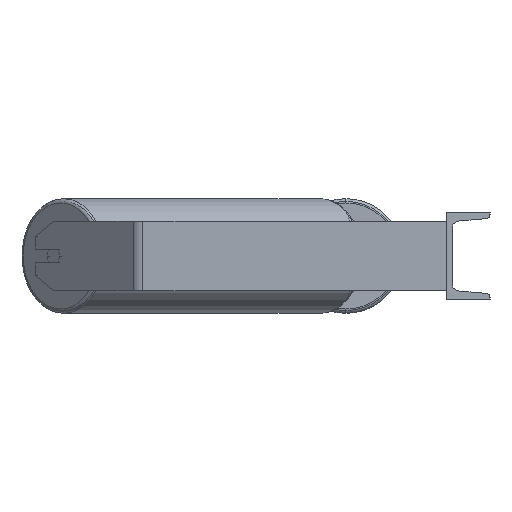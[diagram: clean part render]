
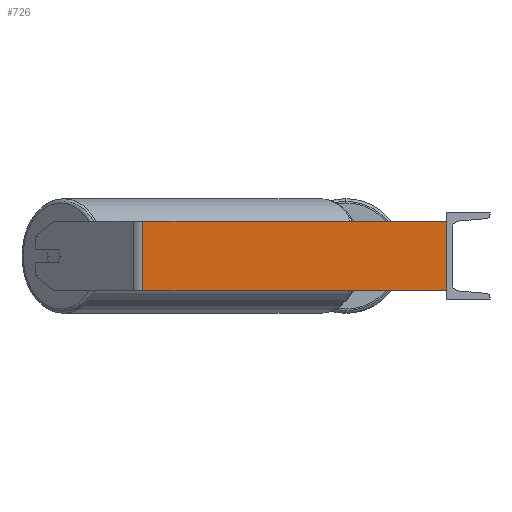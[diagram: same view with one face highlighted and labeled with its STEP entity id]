
A CAD part, left-side view. The second image highlights one B-rep face of the part: STEP entity #726.
In plain terms, the highlighted planar face has unit normal (-1, 0, 0).
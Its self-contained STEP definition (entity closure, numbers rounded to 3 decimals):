
#167 = CARTESIAN_POINT ( 'NONE',  ( -685., 358.952, 40. ) ) ;
#253 = CARTESIAN_POINT ( 'NONE',  ( -685., 0., 40. ) ) ;
#349 = FACE_OUTER_BOUND ( 'NONE', #7468, .T. ) ;
#726 = ADVANCED_FACE ( 'NONE', ( #349 ), #4341, .F. ) ;
#766 = CARTESIAN_POINT ( 'NONE',  ( -685., 0., 40. ) ) ;
#839 = VERTEX_POINT ( 'NONE', #8637 ) ;
#906 = VECTOR ( 'NONE', #6561, 1000. ) ;
#1656 = CARTESIAN_POINT ( 'NONE',  ( -685., 0., -40. ) ) ;
#1911 = ORIENTED_EDGE ( 'NONE', *, *, #6770, .F. ) ;
#2237 = ORIENTED_EDGE ( 'NONE', *, *, #3741, .T. ) ;
#2310 = DIRECTION ( 'NONE',  ( 1., 0., 0. ) ) ;
#2598 = EDGE_CURVE ( 'NONE', #839, #5766, #6036, .T. ) ;
#2727 = VERTEX_POINT ( 'NONE', #766 ) ;
#2733 = CARTESIAN_POINT ( 'NONE',  ( -685., 352.325, 40. ) ) ;
#2851 = LINE ( 'NONE', #8335, #8901 ) ;
#2914 = ORIENTED_EDGE ( 'NONE', *, *, #5665, .F. ) ;
#2955 = DIRECTION ( 'NONE',  ( 0., 1., 0. ) ) ;
#3734 = CARTESIAN_POINT ( 'NONE',  ( -685., 352.325, 40. ) ) ;
#3741 = EDGE_CURVE ( 'NONE', #7226, #839, #6007, .T. ) ;
#3782 = LINE ( 'NONE', #253, #906 ) ;
#4341 = PLANE ( 'NONE',  #6558 ) ;
#4726 = ORIENTED_EDGE ( 'NONE', *, *, #2598, .T. ) ;
#4879 = DIRECTION ( 'NONE',  ( 0., -1., 0. ) ) ;
#5132 = VECTOR ( 'NONE', #8161, 1000. ) ;
#5665 = EDGE_CURVE ( 'NONE', #7226, #2727, #2851, .T. ) ;
#5766 = VERTEX_POINT ( 'NONE', #1656 ) ;
#6007 = LINE ( 'NONE', #3734, #6586 ) ;
#6036 = LINE ( 'NONE', #8797, #5132 ) ;
#6558 = AXIS2_PLACEMENT_3D ( 'NONE', #167, #2310, #2955 ) ;
#6561 = DIRECTION ( 'NONE',  ( 0., 0., -1. ) ) ;
#6586 = VECTOR ( 'NONE', #8631, 1000. ) ;
#6770 = EDGE_CURVE ( 'NONE', #2727, #5766, #3782, .T. ) ;
#7226 = VERTEX_POINT ( 'NONE', #2733 ) ;
#7468 = EDGE_LOOP ( 'NONE', ( #4726, #1911, #2914, #2237 ) ) ;
#8161 = DIRECTION ( 'NONE',  ( 0., -1., 0. ) ) ;
#8335 = CARTESIAN_POINT ( 'NONE',  ( -685., 358.952, 40. ) ) ;
#8631 = DIRECTION ( 'NONE',  ( 0., 0., -1. ) ) ;
#8637 = CARTESIAN_POINT ( 'NONE',  ( -685., 352.325, -40. ) ) ;
#8797 = CARTESIAN_POINT ( 'NONE',  ( -685., 358.952, -40. ) ) ;
#8901 = VECTOR ( 'NONE', #4879, 1000. ) ;
